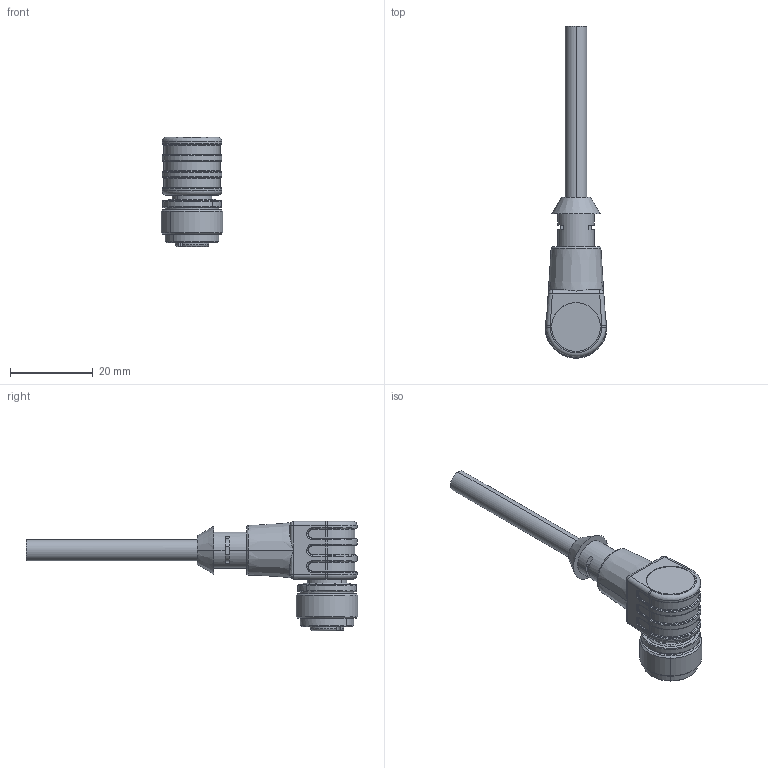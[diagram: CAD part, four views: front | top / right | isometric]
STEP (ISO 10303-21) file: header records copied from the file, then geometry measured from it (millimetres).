
FILE_DESCRIPTION(('CATIA V5 STEP Exchange','CAx-IF Rec.Pracs.--- Model Styling and Organization---1.4--- 2014-01-23'),'2;1');
FILE_NAME ('025830-1_0_1898240500_1898240500.stp','2021-02-24T09:34:21+00:00',('none'),('Weidmueller'),'CATIA Version 5-6 Release 2016 SP3 HF44','CATIA V5 STEP AP214','none');
FILE_SCHEMA(('AUTOMOTIVE_DESIGN { 1 0 10303 214 1 1 1 1 }'));
Length unit declared in the file: millimetre
Products named in the file (1): 1898240500
Bounding box: 14.94 x 80.42 x 26.5 mm (x, y, z)
Volume: 7180.4 mm3; surface area: 4448.3 mm2
Topology: 3 solids, 3 shells, 311 faces, 772 edges, 485 vertices
Faces by surface type: cylinder 123, plane 69, torus 52, cone 36, bspline 29, sphere 2
Entity records: 10155 total; most frequent: CARTESIAN_POINT 3397, ORIENTED_EDGE 1534, DIRECTION 1117, EDGE_CURVE 767, AXIS2_PLACEMENT_3D 603, VERTEX_POINT 485, CIRCLE 347, EDGE_LOOP 336
